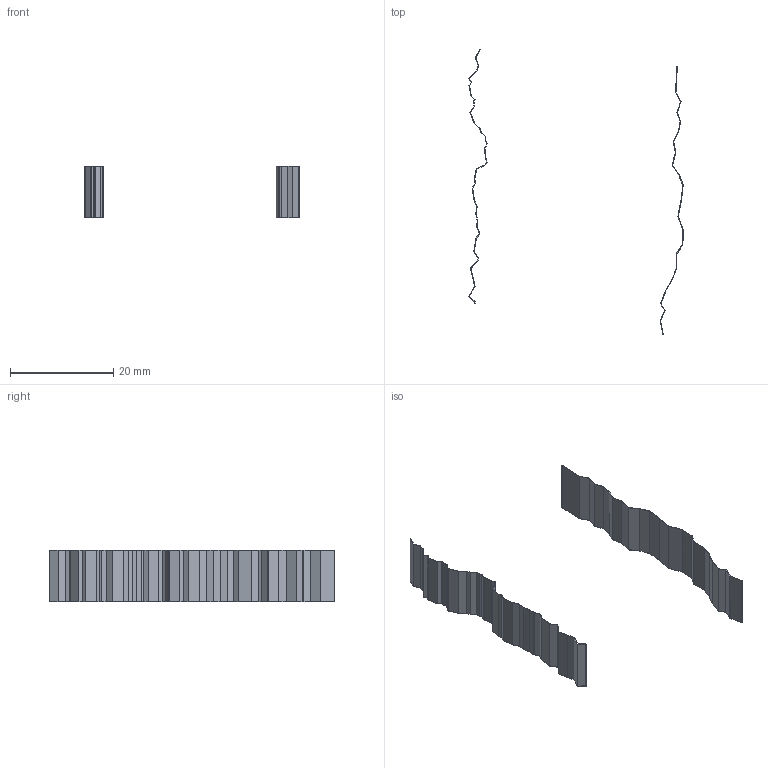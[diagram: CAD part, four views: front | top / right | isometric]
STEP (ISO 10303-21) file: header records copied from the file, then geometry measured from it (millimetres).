
FILE_DESCRIPTION( ( 'STEP Version 203' ), '1' );
FILE_NAME( 'Resindruck_01mm.stp', '07/07/20 08:24:44', ( 'Solass' ), ( ' ' ), 'PSStep 21.0.47', 'DesignModeler STEP Output', ' ' );
FILE_SCHEMA( ( 'CONFIG_CONTROL_DESIGN' ) );
Length unit declared in the file: metre
Products named in the file (2): 1; 2
Bounding box: 41.71 x 55.44 x 10 mm (x, y, z)
Volume: 111.4 mm3; surface area: 2253.3 mm2
Topology: 2 solids, 2 shells, 136 faces, 396 edges, 264 vertices
Faces by surface type: plane 136
Entity records: 4467 total; most frequent: CARTESIAN_POINT 798, ORIENTED_EDGE 792, DIRECTION 672, EDGE_CURVE 396, LINE 396, VECTOR 396, VERTEX_POINT 264, AXIS2_PLACEMENT_3D 138
